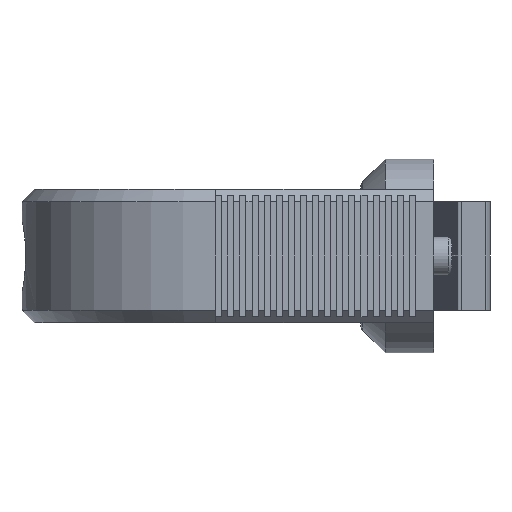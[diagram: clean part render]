
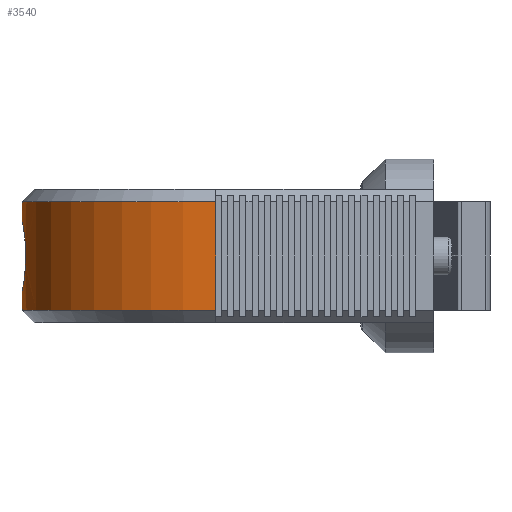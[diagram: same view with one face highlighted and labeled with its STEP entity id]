
A CAD part, left-side view. The second image highlights one B-rep face of the part: STEP entity #3540.
In plain terms, the highlighted cylindrical face has radius 16 mm (diameter 32 mm), a partial arc.
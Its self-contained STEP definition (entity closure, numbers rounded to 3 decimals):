
#3467=CARTESIAN_POINT('',(-0.,17.,-5.5));
#3468=DIRECTION('',(0.,0.,1.));
#3469=DIRECTION('',(1.,0.,-0.));
#3470=AXIS2_PLACEMENT_3D('',#3467,#3468,#3469);
#3471=CYLINDRICAL_SURFACE('',#3470,16.);
#3472=CARTESIAN_POINT('',(0.,33.,-3.));
#3473=VERTEX_POINT('',#3472);
#3474=CARTESIAN_POINT('',(0.,33.,-3.));
#3475=CARTESIAN_POINT('',(0.812,33.,-3.));
#3476=CARTESIAN_POINT('',(1.616,32.929,-2.677));
#3477=CARTESIAN_POINT('',(2.19,32.849,-2.121));
#3478=CARTESIAN_POINT('',(2.764,32.77,-1.566));
#3479=CARTESIAN_POINT('',(3.097,32.697,-0.788));
#3480=CARTESIAN_POINT('',(3.097,32.697,-0.002));
#3481=CARTESIAN_POINT('',(3.097,32.697,0.785));
#3482=CARTESIAN_POINT('',(2.765,32.77,1.564));
#3483=CARTESIAN_POINT('',(2.19,32.849,2.121));
#3484=CARTESIAN_POINT('',(1.616,32.929,2.678));
#3485=CARTESIAN_POINT('',(0.816,33.,3.));
#3486=CARTESIAN_POINT('',(0.,33.,3.));
#3487=CARTESIAN_POINT('',(-0.816,33.,3.));
#3488=CARTESIAN_POINT('',(-1.616,32.929,2.677));
#3489=CARTESIAN_POINT('',(-2.191,32.849,2.12));
#3490=CARTESIAN_POINT('',(-2.766,32.77,1.564));
#3491=CARTESIAN_POINT('',(-3.096,32.698,0.786));
#3492=CARTESIAN_POINT('',(-3.097,32.697,-0.001));
#3493=CARTESIAN_POINT('',(-3.097,32.697,-0.788));
#3494=CARTESIAN_POINT('',(-2.765,32.77,-1.565));
#3495=CARTESIAN_POINT('',(-2.19,32.849,-2.121));
#3496=CARTESIAN_POINT('',(-1.615,32.929,-2.677));
#3497=CARTESIAN_POINT('',(-0.813,33.,-3.));
#3498=CARTESIAN_POINT('',(0.,33.,-3.));
#3499=B_SPLINE_CURVE_WITH_KNOTS('',3,(#3474,#3475,#3476,#3477,#3478,#3479,#3480,#3481,#3482,#3483,#3484,#3485,#3486,#3487,#3488,#3489,#3490,#3491,#3492,#3493,#3494,#3495,#3496,#3497,#3498),.UNSPECIFIED.,.T.,.F.,(4,3,3,3,3,3,3,3,4),(0.,0.125,0.25,0.375,0.5,0.625,0.75,0.875,1.),.UNSPECIFIED.);
#3500=EDGE_CURVE('',#3473,#3473,#3499,.T.);
#3501=ORIENTED_EDGE('',*,*,#3500,.T.);
#3502=EDGE_LOOP('',(#3501));
#3503=FACE_BOUND('',#3502,.T.);
#3504=CARTESIAN_POINT('',(-16.,17.,4.5));
#3505=VERTEX_POINT('',#3504);
#3506=CARTESIAN_POINT('',(15.925,18.549,4.5));
#3507=VERTEX_POINT('',#3506);
#3508=CARTESIAN_POINT('',(-0.,17.,4.5));
#3509=DIRECTION('',(-0.,-0.,-1.));
#3510=DIRECTION('',(1.,0.,-0.));
#3511=AXIS2_PLACEMENT_3D('',#3508,#3509,#3510);
#3512=CIRCLE('',#3511,16.);
#3513=EDGE_CURVE('',#3505,#3507,#3512,.T.);
#3514=ORIENTED_EDGE('',*,*,#3513,.T.);
#3515=CARTESIAN_POINT('',(15.925,18.549,-4.5));
#3516=VERTEX_POINT('',#3515);
#3517=CARTESIAN_POINT('',(15.925,18.549,4.5));
#3518=DIRECTION('',(-0.,-0.,-1.));
#3519=VECTOR('',#3518,9.);
#3520=LINE('',#3517,#3519);
#3521=EDGE_CURVE('',#3507,#3516,#3520,.T.);
#3522=ORIENTED_EDGE('',*,*,#3521,.T.);
#3523=CARTESIAN_POINT('',(-16.,17.,-4.5));
#3524=VERTEX_POINT('',#3523);
#3525=CARTESIAN_POINT('',(-0.,17.,-4.5));
#3526=DIRECTION('',(0.,0.,1.));
#3527=DIRECTION('',(1.,0.,-0.));
#3528=AXIS2_PLACEMENT_3D('',#3525,#3526,#3527);
#3529=CIRCLE('',#3528,16.);
#3530=EDGE_CURVE('',#3516,#3524,#3529,.T.);
#3531=ORIENTED_EDGE('',*,*,#3530,.T.);
#3532=CARTESIAN_POINT('',(-16.,17.,-4.5));
#3533=DIRECTION('',(0.,0.,1.));
#3534=VECTOR('',#3533,9.);
#3535=LINE('',#3532,#3534);
#3536=EDGE_CURVE('',#3524,#3505,#3535,.T.);
#3537=ORIENTED_EDGE('',*,*,#3536,.T.);
#3538=EDGE_LOOP('',(#3514,#3522,#3531,#3537));
#3539=FACE_BOUND('',#3538,.T.);
#3540=ADVANCED_FACE('',(#3503,#3539),#3471,.T.);
